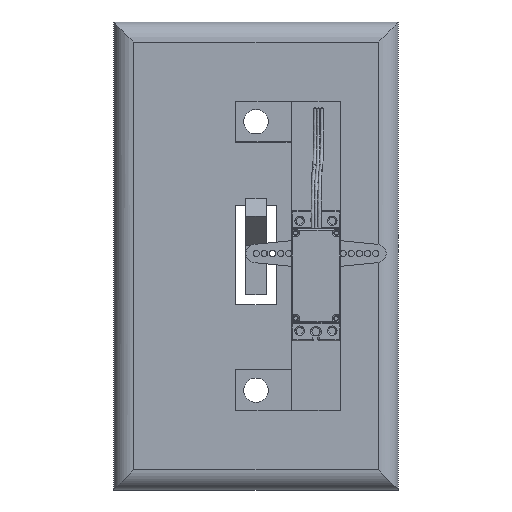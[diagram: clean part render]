
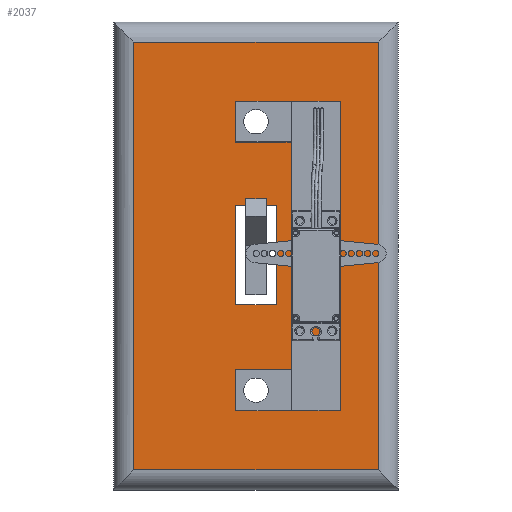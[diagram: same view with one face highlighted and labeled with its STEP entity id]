
A CAD part, top view. The second image highlights one B-rep face of the part: STEP entity #2037.
In plain terms, the highlighted planar face has unit normal (0, 0, 1).
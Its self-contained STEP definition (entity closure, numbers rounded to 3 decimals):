
#1169=CIRCLE('',#15863,4.);
#1170=CIRCLE('',#15864,4.);
#1860=FACE_BOUND('',#4146,.T.);
#1861=FACE_BOUND('',#4147,.T.);
#1862=FACE_BOUND('',#4148,.T.);
#1863=FACE_BOUND('',#4149,.T.);
#2037=ADVANCED_FACE('',(#1860,#1861,#1862,#1863),#2923,.T.);
#2923=PLANE('',#15865);
#4146=EDGE_LOOP('',(#5156,#5157,#5158,#5159));
#4147=EDGE_LOOP('',(#5160));
#4148=EDGE_LOOP('',(#5161));
#4149=EDGE_LOOP('',(#5162,#5163,#5164,#5165));
#5156=ORIENTED_EDGE('',*,*,#11084,.T.);
#5157=ORIENTED_EDGE('',*,*,#11085,.T.);
#5158=ORIENTED_EDGE('',*,*,#11086,.T.);
#5159=ORIENTED_EDGE('',*,*,#11087,.T.);
#5160=ORIENTED_EDGE('',*,*,#11088,.T.);
#5161=ORIENTED_EDGE('',*,*,#11089,.T.);
#5162=ORIENTED_EDGE('',*,*,#11074,.T.);
#5163=ORIENTED_EDGE('',*,*,#11078,.T.);
#5164=ORIENTED_EDGE('',*,*,#11081,.T.);
#5165=ORIENTED_EDGE('',*,*,#11083,.T.);
#9646=VERTEX_POINT('',#21828);
#9647=VERTEX_POINT('',#21830);
#9649=VERTEX_POINT('',#21836);
#9651=VERTEX_POINT('',#21842);
#9652=VERTEX_POINT('',#21849);
#9653=VERTEX_POINT('',#21850);
#9654=VERTEX_POINT('',#21852);
#9655=VERTEX_POINT('',#21854);
#9656=VERTEX_POINT('',#21857);
#9657=VERTEX_POINT('',#21859);
#11074=EDGE_CURVE('',#9647,#9646,#13326,.T.);
#11078=EDGE_CURVE('',#9646,#9649,#13330,.T.);
#11081=EDGE_CURVE('',#9649,#9651,#13333,.T.);
#11083=EDGE_CURVE('',#9651,#9647,#13335,.T.);
#11084=EDGE_CURVE('',#9652,#9653,#13336,.T.);
#11085=EDGE_CURVE('',#9653,#9654,#13337,.T.);
#11086=EDGE_CURVE('',#9654,#9655,#13338,.T.);
#11087=EDGE_CURVE('',#9655,#9652,#13339,.T.);
#11088=EDGE_CURVE('',#9656,#9656,#1169,.T.);
#11089=EDGE_CURVE('',#9657,#9657,#1170,.T.);
#13326=LINE('',#21829,#14593);
#13330=LINE('',#21837,#14597);
#13333=LINE('',#21843,#14600);
#13335=LINE('',#21846,#14602);
#13336=LINE('',#21848,#14603);
#13337=LINE('',#21851,#14604);
#13338=LINE('',#21853,#14605);
#13339=LINE('',#21855,#14606);
#14593=VECTOR('',#17428,1.);
#14597=VECTOR('',#17434,1.);
#14600=VECTOR('',#17439,1.);
#14602=VECTOR('',#17443,1.);
#14603=VECTOR('',#17446,1.);
#14604=VECTOR('',#17447,1.);
#14605=VECTOR('',#17448,1.);
#14606=VECTOR('',#17449,1.);
#15863=AXIS2_PLACEMENT_3D('',#21856,#17450,#17451);
#15864=AXIS2_PLACEMENT_3D('',#21858,#17452,#17453);
#15865=AXIS2_PLACEMENT_3D('',#21860,#17454,#17455);
#17428=DIRECTION('',(0.,1.,0.));
#17434=DIRECTION('',(1.,0.,0.));
#17439=DIRECTION('',(0.,-1.,0.));
#17443=DIRECTION('',(-1.,0.,0.));
#17446=DIRECTION('',(-1.,0.,0.));
#17447=DIRECTION('',(0.,-1.,0.));
#17448=DIRECTION('',(1.,0.,0.));
#17449=DIRECTION('',(0.,1.,0.));
#17450=DIRECTION('',(0.,0.,-1.));
#17451=DIRECTION('',(-1.,0.,0.));
#17452=DIRECTION('',(0.,0.,-1.));
#17453=DIRECTION('',(-1.,0.,0.));
#17454=DIRECTION('',(0.,0.,1.));
#17455=DIRECTION('',(1.,0.,0.));
#21828=CARTESIAN_POINT('',(30.,70.,4.5));
#21829=CARTESIAN_POINT('',(30.,45.5,4.5));
#21830=CARTESIAN_POINT('',(30.,45.5,4.5));
#21836=CARTESIAN_POINT('',(40.,70.,4.5));
#21837=CARTESIAN_POINT('',(30.,70.,4.5));
#21842=CARTESIAN_POINT('',(40.,45.5,4.5));
#21843=CARTESIAN_POINT('',(40.,70.,4.5));
#21846=CARTESIAN_POINT('',(40.,45.5,4.5));
#21848=CARTESIAN_POINT('',(0.,110.025,4.5));
#21849=CARTESIAN_POINT('',(65.025,110.025,4.5));
#21850=CARTESIAN_POINT('',(4.975,110.025,4.5));
#21851=CARTESIAN_POINT('',(4.975,0.,4.5));
#21852=CARTESIAN_POINT('',(4.975,4.975,4.5));
#21853=CARTESIAN_POINT('',(70.,4.975,4.5));
#21854=CARTESIAN_POINT('',(65.025,4.975,4.5));
#21855=CARTESIAN_POINT('',(65.025,115.,4.5));
#21856=CARTESIAN_POINT('',(35.,90.5,4.5));
#21857=CARTESIAN_POINT('',(31.,90.5,4.5));
#21858=CARTESIAN_POINT('',(35.,24.5,4.5));
#21859=CARTESIAN_POINT('',(31.,24.5,4.5));
#21860=CARTESIAN_POINT('',(0.,0.,4.5));
